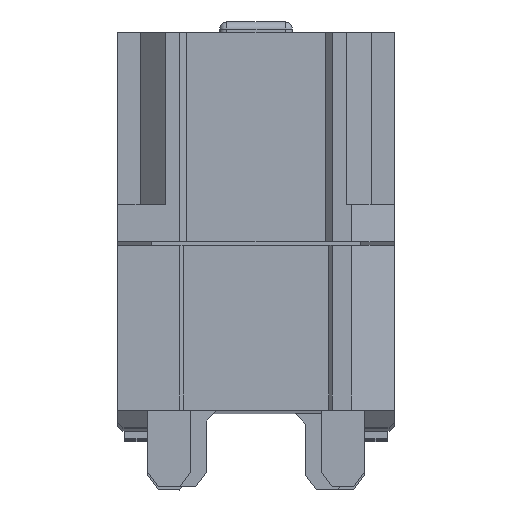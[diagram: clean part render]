
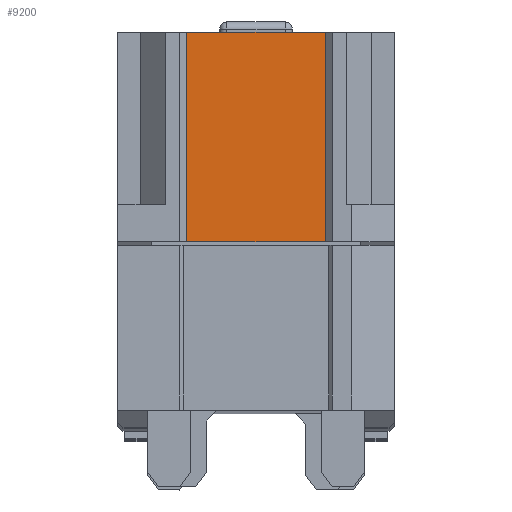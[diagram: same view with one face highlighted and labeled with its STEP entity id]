
A CAD part, top view. The second image highlights one B-rep face of the part: STEP entity #9200.
In plain terms, the highlighted planar face has unit normal (0, 0, 1).
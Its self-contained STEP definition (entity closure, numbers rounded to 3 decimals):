
#440=CARTESIAN_POINT('',(-6.123,5.631,25.35));
#450=VERTEX_POINT('',#440);
#480=CARTESIAN_POINT('',(0.,5.631,25.35));
#490=DIRECTION('',(1.,0.,0.));
#500=VECTOR('',#490,1.);
#510=LINE('',#480,#500);
#520=CARTESIAN_POINT('',(-2.223,5.631,25.35));
#530=VERTEX_POINT('',#520);
#540=EDGE_CURVE('',#450,#530,#510,.T.);
#8820=CARTESIAN_POINT('',(-6.123,11.531,25.35));
#8830=VERTEX_POINT('',#8820);
#8860=CARTESIAN_POINT('',(-6.123,8.5,25.35));
#8870=DIRECTION('',(0.,1.,0.));
#8880=VECTOR('',#8870,1.);
#8890=LINE('',#8860,#8880);
#8900=EDGE_CURVE('',#450,#8830,#8890,.T.);
#8970=CARTESIAN_POINT('',(-4.173,8.106,25.35));
#8980=DIRECTION('',(0.,0.,1.));
#8990=DIRECTION('',(-1.,0.,0.));
#9000=AXIS2_PLACEMENT_3D('',#8970,#8980,#8990);
#9010=PLANE('',#9000);
#9020=ORIENTED_EDGE('',*,*,#540,.T.);
#9030=ORIENTED_EDGE('',*,*,#8900,.F.);
#9040=CARTESIAN_POINT('',(0.,11.531,25.35));
#9050=DIRECTION('',(-1.,0.,0.));
#9060=VECTOR('',#9050,1.);
#9070=LINE('',#9040,#9060);
#9080=CARTESIAN_POINT('',(-2.223,11.531,25.35))
;
#9090=VERTEX_POINT('',#9080);
#9100=EDGE_CURVE('',#9090,#8830,#9070,.T.);
#9110=ORIENTED_EDGE('',*,*,#9100,.T.);
#9120=CARTESIAN_POINT('',(-2.223,8.5,25.35));
#9130=DIRECTION('',(0.,-1.,0.));
#9140=VECTOR('',#9130,1.);
#9150=LINE('',#9120,#9140);
#9160=EDGE_CURVE('',#9090,#530,#9150,.T.);
#9170=ORIENTED_EDGE('',*,*,#9160,.F.);
#9180=EDGE_LOOP('',(#9170,#9110,#9030,#9020));
#9190=FACE_OUTER_BOUND('',#9180,.T.);
#9200=ADVANCED_FACE('',(#9190),#9010,.T.);
